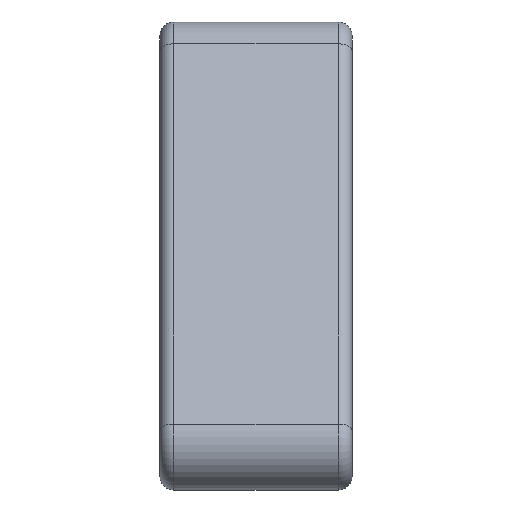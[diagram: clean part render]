
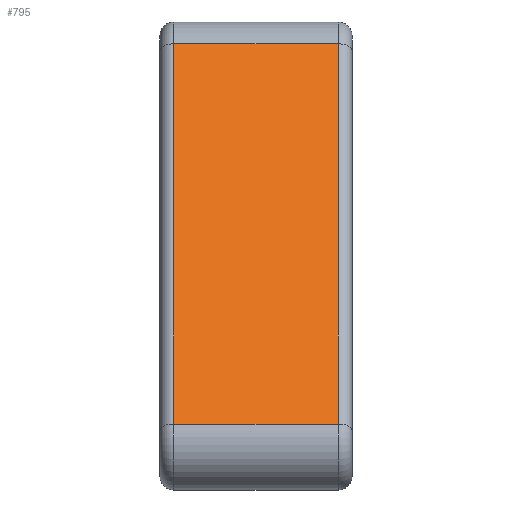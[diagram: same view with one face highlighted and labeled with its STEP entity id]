
A CAD part, top view. The second image highlights one B-rep face of the part: STEP entity #795.
In plain terms, the highlighted planar face has unit normal (0, 0.5, 0.866).
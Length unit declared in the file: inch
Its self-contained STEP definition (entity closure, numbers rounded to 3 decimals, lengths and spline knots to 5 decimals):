
#35=PLANE('',#931);
#102=FACE_OUTER_BOUND('',#160,.T.);
#160=EDGE_LOOP('',(#717,#718,#719,#720));
#191=LINE('',#1406,#233);
#198=LINE('',#1437,#240);
#203=LINE('',#1450,#245);
#204=LINE('',#1452,#246);
#233=VECTOR('',#1150,0.3937);
#240=VECTOR('',#1193,0.3937);
#245=VECTOR('',#1214,0.3937);
#246=VECTOR('',#1217,0.3937);
#376=VERTEX_POINT('',#1400);
#377=VERTEX_POINT('',#1404);
#382=VERTEX_POINT('',#1431);
#383=VERTEX_POINT('',#1435);
#473=EDGE_CURVE('',#376,#377,#191,.T.);
#489=EDGE_CURVE('',#382,#383,#198,.T.);
#495=EDGE_CURVE('',#382,#377,#203,.T.);
#496=EDGE_CURVE('',#376,#383,#204,.T.);
#717=ORIENTED_EDGE('',*,*,#473,.F.);
#718=ORIENTED_EDGE('',*,*,#496,.T.);
#719=ORIENTED_EDGE('',*,*,#489,.F.);
#720=ORIENTED_EDGE('',*,*,#495,.T.);
#795=ADVANCED_FACE('',(#102),#35,.T.);
#931=AXIS2_PLACEMENT_3D('',#1453,#1218,#1219);
#1150=DIRECTION('',(0.,0.866,-0.5));
#1193=DIRECTION('',(0.,-0.866,0.5));
#1214=DIRECTION('',(-1.,0.,0.));
#1217=DIRECTION('',(1.,0.,0.));
#1218=DIRECTION('center_axis',(0.,0.5,0.866));
#1219=DIRECTION('ref_axis',(0.,-0.866,0.5));
#1400=CARTESIAN_POINT('',(-0.43451,2.16734,6.71155));
#1404=CARTESIAN_POINT('',(-0.43451,3.89939,5.71155));
#1406=CARTESIAN_POINT('',(-0.43451,3.55272,5.9117));
#1431=CARTESIAN_POINT('',(0.31449,3.89939,5.71155));
#1435=CARTESIAN_POINT('',(0.31449,2.16734,6.71155));
#1437=CARTESIAN_POINT('',(0.31449,3.55272,5.9117));
#1450=CARTESIAN_POINT('',(0.02899,3.89939,5.71155));
#1452=CARTESIAN_POINT('',(0.02899,2.16734,6.71155));
#1453=CARTESIAN_POINT('Origin',(0.02899,3.89939,5.71155));
